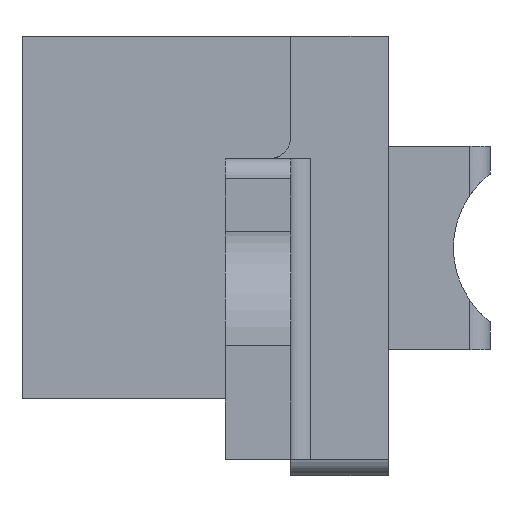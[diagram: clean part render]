
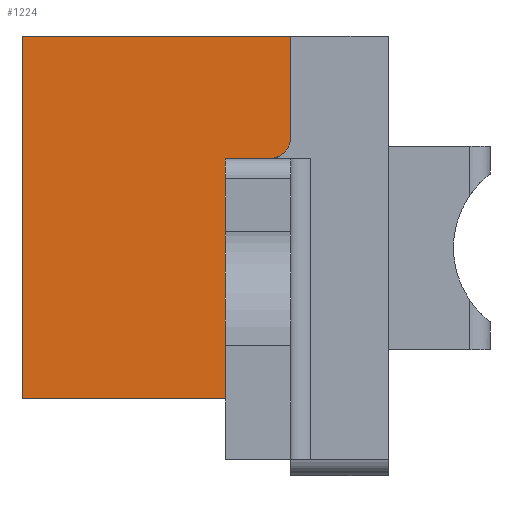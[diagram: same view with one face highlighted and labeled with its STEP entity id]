
A CAD part, left-side view. The second image highlights one B-rep face of the part: STEP entity #1224.
In plain terms, the highlighted planar face has unit normal (-1, 0, 0).
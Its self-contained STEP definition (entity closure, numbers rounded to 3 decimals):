
#215 = DIRECTION ( 'NONE',  ( 0., 0., 1. ) ) ;
#257 = LINE ( 'NONE', #1063, #2589 ) ;
#300 = CARTESIAN_POINT ( 'NONE',  ( -42.5, 9., 0. ) ) ;
#647 = ORIENTED_EDGE ( 'NONE', *, *, #2054, .T. ) ;
#716 = DIRECTION ( 'NONE',  ( 0., -1., 0. ) ) ;
#743 = FACE_OUTER_BOUND ( 'NONE', #2368, .T. ) ;
#752 = CARTESIAN_POINT ( 'NONE',  ( -42.5, 2.4, 0. ) ) ;
#782 = CARTESIAN_POINT ( 'NONE',  ( -42.5, 9., -8.9 ) ) ;
#836 = CARTESIAN_POINT ( 'NONE',  ( -42.5, 2.4, 0. ) ) ;
#861 = ORIENTED_EDGE ( 'NONE', *, *, #1201, .T. ) ;
#1032 = LINE ( 'NONE', #836, #1643 ) ;
#1063 = CARTESIAN_POINT ( 'NONE',  ( -42.5, 9., 0. ) ) ;
#1093 = PLANE ( 'NONE',  #2079 ) ;
#1104 = DIRECTION ( 'NONE',  ( 0., 0., 1. ) ) ;
#1119 = EDGE_CURVE ( 'NONE', #1743, #1850, #1448, .T. ) ;
#1133 = CARTESIAN_POINT ( 'NONE',  ( -42.5, 9., -8.9 ) ) ;
#1201 = EDGE_CURVE ( 'NONE', #1743, #2313, #257, .T. ) ;
#1224 = ADVANCED_FACE ( 'NONE', ( #743 ), #1093, .T. ) ;
#1286 = CARTESIAN_POINT ( 'NONE',  ( -42.5, 9., 0. ) ) ;
#1287 = DIRECTION ( 'NONE',  ( -1., 0., 0. ) ) ;
#1336 = EDGE_CURVE ( 'NONE', #2313, #2593, #1932, .T. ) ;
#1448 = LINE ( 'NONE', #2243, #1762 ) ;
#1553 = ORIENTED_EDGE ( 'NONE', *, *, #1119, .F. ) ;
#1601 = CARTESIAN_POINT ( 'NONE',  ( -42.5, 2.4, -8.9 ) ) ;
#1643 = VECTOR ( 'NONE', #215, 1000. ) ;
#1657 = DIRECTION ( 'NONE',  ( 0., -1., 0. ) ) ;
#1743 = VERTEX_POINT ( 'NONE', #1286 ) ;
#1762 = VECTOR ( 'NONE', #1657, 1000. ) ;
#1850 = VERTEX_POINT ( 'NONE', #752 ) ;
#1877 = DIRECTION ( 'NONE',  ( 0., 0., -1. ) ) ;
#1932 = LINE ( 'NONE', #1133, #2526 ) ;
#1985 = ORIENTED_EDGE ( 'NONE', *, *, #1336, .T. ) ;
#2054 = EDGE_CURVE ( 'NONE', #2593, #1850, #1032, .T. ) ;
#2079 = AXIS2_PLACEMENT_3D ( 'NONE', #300, #1287, #1104 ) ;
#2243 = CARTESIAN_POINT ( 'NONE',  ( -42.5, 9., 0. ) ) ;
#2313 = VERTEX_POINT ( 'NONE', #782 ) ;
#2368 = EDGE_LOOP ( 'NONE', ( #647, #1553, #861, #1985 ) ) ;
#2526 = VECTOR ( 'NONE', #716, 1000. ) ;
#2589 = VECTOR ( 'NONE', #1877, 1000. ) ;
#2593 = VERTEX_POINT ( 'NONE', #1601 ) ;
